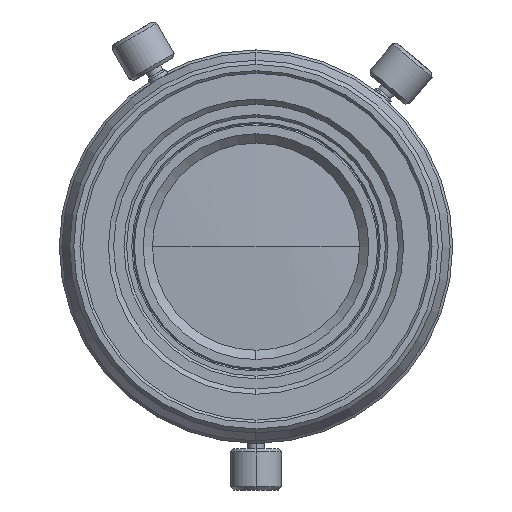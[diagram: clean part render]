
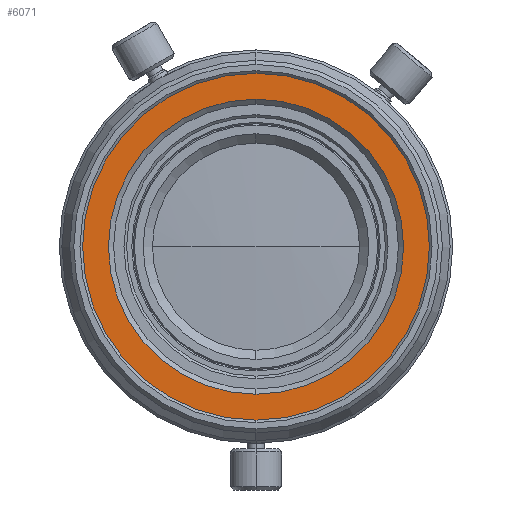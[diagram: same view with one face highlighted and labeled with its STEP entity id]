
A CAD part, left-side view. The second image highlights one B-rep face of the part: STEP entity #6071.
In plain terms, the highlighted planar face has unit normal (-1, 0, 0).
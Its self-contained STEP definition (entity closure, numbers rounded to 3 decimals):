
#156 = ORIENTED_EDGE ( 'NONE', *, *, #5096, .T. ) ;
#157 = ORIENTED_EDGE ( 'NONE', *, *, #4065, .T. ) ;
#183 = ORIENTED_EDGE ( 'NONE', *, *, #5091, .F. ) ;
#188 = ORIENTED_EDGE ( 'NONE', *, *, #4066, .F. ) ;
#770 = CIRCLE ( 'NONE', #4955, 14.25 ) ;
#771 = CIRCLE ( 'NONE', #4956, 17. ) ;
#970 = CIRCLE ( 'NONE', #5055, 17. ) ;
#977 = CIRCLE ( 'NONE', #5058, 14.25 ) ;
#1462 = CARTESIAN_POINT ( 'NONE',  ( -189.172, 0., 0. ) ) ;
#1463 = DIRECTION ( 'NONE',  ( 1., 0., 0. ) ) ;
#1464 = DIRECTION ( 'NONE',  ( 0., 0., -1. ) ) ;
#1475 = CARTESIAN_POINT ( 'NONE',  ( -189.172, 0., 0. ) ) ;
#1476 = DIRECTION ( 'NONE',  ( 1., 0., 0. ) ) ;
#1477 = DIRECTION ( 'NONE',  ( 0., 0., -1. ) ) ;
#2579 = FACE_OUTER_BOUND ( 'NONE', #5600, .T. ) ;
#2583 = FACE_BOUND ( 'NONE', #5529, .T. ) ;
#3317 = CARTESIAN_POINT ( 'NONE',  ( -189.172, 0., 0. ) ) ;
#3320 = PLANE ( 'NONE',  #3497 ) ;
#3322 = DIRECTION ( 'NONE',  ( 1., 0., 0. ) ) ;
#3323 = DIRECTION ( 'NONE',  ( 0., 0., -1. ) ) ;
#3497 = AXIS2_PLACEMENT_3D ( 'NONE', #3317, #3322, #3323 ) ;
#3616 = VERTEX_POINT ( 'NONE', #4777 ) ;
#3666 = VERTEX_POINT ( 'NONE', #4739 ) ;
#3670 = VERTEX_POINT ( 'NONE', #4735 ) ;
#3679 = VERTEX_POINT ( 'NONE', #4729 ) ;
#3784 = CARTESIAN_POINT ( 'NONE',  ( -189.172, 0., 0. ) ) ;
#3788 = DIRECTION ( 'NONE',  ( 1., 0., 0. ) ) ;
#3794 = CARTESIAN_POINT ( 'NONE',  ( -189.172, 0., 0. ) ) ;
#3798 = DIRECTION ( 'NONE',  ( 0., 0., -1. ) ) ;
#3802 = DIRECTION ( 'NONE',  ( 0., 0., -1. ) ) ;
#3805 = DIRECTION ( 'NONE',  ( 1., 0., 0. ) ) ;
#4065 = EDGE_CURVE ( 'NONE', #3670, #3666, #770, .T. ) ;
#4066 = EDGE_CURVE ( 'NONE', #3679, #3616, #771, .T. ) ;
#4729 = CARTESIAN_POINT ( 'NONE',  ( -189.172, 0., -17. ) ) ;
#4735 = CARTESIAN_POINT ( 'NONE',  ( -189.172, 0., -14.25 ) ) ;
#4739 = CARTESIAN_POINT ( 'NONE',  ( -189.172, 0., 14.25 ) ) ;
#4777 = CARTESIAN_POINT ( 'NONE',  ( -189.172, 0., 17. ) ) ;
#4955 = AXIS2_PLACEMENT_3D ( 'NONE', #3784, #3805, #3798 ) ;
#4956 = AXIS2_PLACEMENT_3D ( 'NONE', #3794, #3788, #3802 ) ;
#5055 = AXIS2_PLACEMENT_3D ( 'NONE', #1462, #1463, #1464 ) ;
#5058 = AXIS2_PLACEMENT_3D ( 'NONE', #1475, #1476, #1477 ) ;
#5091 = EDGE_CURVE ( 'NONE', #3616, #3679, #970, .T. ) ;
#5096 = EDGE_CURVE ( 'NONE', #3666, #3670, #977, .T. ) ;
#5529 = EDGE_LOOP ( 'NONE', ( #156, #157 ) ) ;
#5600 = EDGE_LOOP ( 'NONE', ( #188, #183 ) ) ;
#6071 = ADVANCED_FACE ( 'NONE', ( #2579, #2583 ), #3320, .F. ) ;
